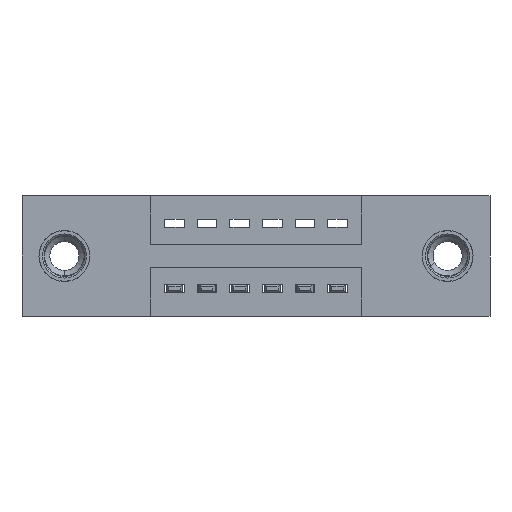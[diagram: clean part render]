
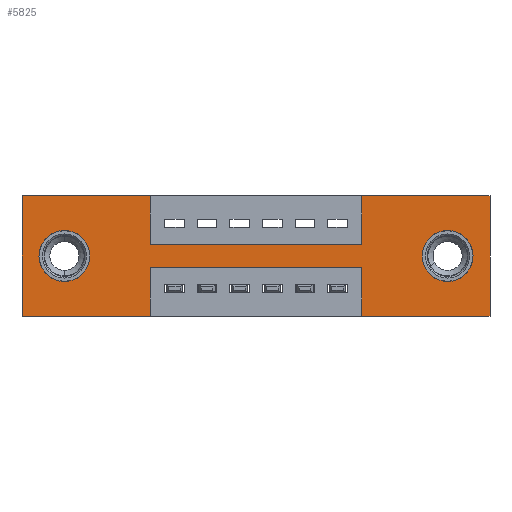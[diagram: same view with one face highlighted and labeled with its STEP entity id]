
A CAD part, front view. The second image highlights one B-rep face of the part: STEP entity #5825.
In plain terms, the highlighted planar face has unit normal (0, -1, 0).
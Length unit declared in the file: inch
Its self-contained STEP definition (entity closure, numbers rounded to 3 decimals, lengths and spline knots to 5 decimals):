
#116 = LINE ( 'NONE', #3808, #8152 ) ;
#140 = FACE_OUTER_BOUND ( 'NONE', #10264, .T. ) ;
#160 = LINE ( 'NONE', #10176, #10293 ) ;
#167 = CARTESIAN_POINT ( 'NONE',  ( 0.3925, 0., -0.37 ) ) ;
#263 = DIRECTION ( 'NONE',  ( -1., 0., 0. ) ) ;
#407 = FACE_BOUND ( 'NONE', #3896, .T. ) ;
#433 = VERTEX_POINT ( 'NONE', #4498 ) ;
#640 = EDGE_CURVE ( 'NONE', #2094, #8386, #9334, .T. ) ;
#674 = ORIENTED_EDGE ( 'NONE', *, *, #640, .F. ) ;
#760 = CARTESIAN_POINT ( 'NONE',  ( 0., 0., -0.37 ) ) ;
#796 = AXIS2_PLACEMENT_3D ( 'NONE', #760, #8825, #6423 ) ;
#896 = FACE_BOUND ( 'NONE', #1824, .T. ) ;
#969 = CARTESIAN_POINT ( 'NONE',  ( 0.3925, 0., -0.15 ) ) ;
#998 = LINE ( 'NONE', #2956, #6946 ) ;
#1117 = EDGE_CURVE ( 'NONE', #2359, #433, #7476, .T. ) ;
#1187 = DIRECTION ( 'NONE',  ( 1., 0., 0. ) ) ;
#1211 = CARTESIAN_POINT ( 'NONE',  ( 0.3925, 0., 0. ) ) ;
#1245 = LINE ( 'NONE', #1912, #10111 ) ;
#1257 = AXIS2_PLACEMENT_3D ( 'NONE', #2037, #2842, #2068 ) ;
#1484 = LINE ( 'NONE', #6080, #8993 ) ;
#1555 = DIRECTION ( 'NONE',  ( -1., 0., 0. ) ) ;
#1574 = CARTESIAN_POINT ( 'NONE',  ( 1.305, 0., -0.185 ) ) ;
#1596 = ORIENTED_EDGE ( 'NONE', *, *, #4814, .F. ) ;
#1613 = CIRCLE ( 'NONE', #5693, 0.078 ) ;
#1746 = VECTOR ( 'NONE', #9005, 39.37008 ) ;
#1824 = EDGE_LOOP ( 'NONE', ( #9744, #3809 ) ) ;
#1906 = CARTESIAN_POINT ( 'NONE',  ( 1.0425, 0., -0.37 ) ) ;
#1912 = CARTESIAN_POINT ( 'NONE',  ( 1.0425, 0., 0. ) ) ;
#2027 = CIRCLE ( 'NONE', #8401, 0.078 ) ;
#2037 = CARTESIAN_POINT ( 'NONE',  ( 0.13, 0., -0.185 ) ) ;
#2052 = VECTOR ( 'NONE', #4925, 39.37008 ) ;
#2068 = DIRECTION ( 'NONE',  ( 0., 0., 1. ) ) ;
#2094 = VERTEX_POINT ( 'NONE', #1906 ) ;
#2120 = VERTEX_POINT ( 'NONE', #2391 ) ;
#2359 = VERTEX_POINT ( 'NONE', #8457 ) ;
#2391 = CARTESIAN_POINT ( 'NONE',  ( 0.13, 0., -0.263 ) ) ;
#2400 = EDGE_CURVE ( 'NONE', #6051, #2120, #7593, .T. ) ;
#2423 = ORIENTED_EDGE ( 'NONE', *, *, #10210, .F. ) ;
#2596 = CARTESIAN_POINT ( 'NONE',  ( 0.3925, 0., -0.22 ) ) ;
#2711 = CARTESIAN_POINT ( 'NONE',  ( 0.3925, 0., -0.15 ) ) ;
#2759 = CARTESIAN_POINT ( 'NONE',  ( 0.3925, 0., -0.22 ) ) ;
#2842 = DIRECTION ( 'NONE',  ( 0., 1., 0. ) ) ;
#2956 = CARTESIAN_POINT ( 'NONE',  ( 0.3925, 0., 0. ) ) ;
#3195 = DIRECTION ( 'NONE',  ( 0., 1., 0. ) ) ;
#3313 = CARTESIAN_POINT ( 'NONE',  ( 1.305, 0., -0.107 ) ) ;
#3666 = CARTESIAN_POINT ( 'NONE',  ( 0., 0., 0. ) ) ;
#3714 = CARTESIAN_POINT ( 'NONE',  ( 0.3925, 0., -0.37 ) ) ;
#3808 = CARTESIAN_POINT ( 'NONE',  ( 0., 0., 0. ) ) ;
#3809 = ORIENTED_EDGE ( 'NONE', *, *, #8718, .T. ) ;
#3896 = EDGE_LOOP ( 'NONE', ( #5082, #7160 ) ) ;
#4194 = ORIENTED_EDGE ( 'NONE', *, *, #9771, .F. ) ;
#4271 = DIRECTION ( 'NONE',  ( 1., 0., 0. ) ) ;
#4466 = ORIENTED_EDGE ( 'NONE', *, *, #7765, .F. ) ;
#4498 = CARTESIAN_POINT ( 'NONE',  ( 1.435, 0., 0. ) ) ;
#4514 = DIRECTION ( 'NONE',  ( 0., 0., -1. ) ) ;
#4630 = LINE ( 'NONE', #5936, #1746 ) ;
#4658 = VERTEX_POINT ( 'NONE', #5939 ) ;
#4743 = PLANE ( 'NONE',  #796 ) ;
#4772 = CARTESIAN_POINT ( 'NONE',  ( 1.305, 0., -0.263 ) ) ;
#4814 = EDGE_CURVE ( 'NONE', #5035, #2094, #160, .T. ) ;
#4925 = DIRECTION ( 'NONE',  ( 0., 0., -1. ) ) ;
#4982 = VERTEX_POINT ( 'NONE', #2759 ) ;
#5035 = VERTEX_POINT ( 'NONE', #9478 ) ;
#5082 = ORIENTED_EDGE ( 'NONE', *, *, #2400, .T. ) ;
#5098 = VECTOR ( 'NONE', #9462, 39.37008 ) ;
#5314 = DIRECTION ( 'NONE',  ( 0., 0., 1. ) ) ;
#5380 = CARTESIAN_POINT ( 'NONE',  ( 1.0425, 0., -0.37 ) ) ;
#5432 = CARTESIAN_POINT ( 'NONE',  ( 1.0425, 0., -0.22 ) ) ;
#5531 = ORIENTED_EDGE ( 'NONE', *, *, #7708, .F. ) ;
#5538 = VECTOR ( 'NONE', #263, 39.37008 ) ;
#5629 = CARTESIAN_POINT ( 'NONE',  ( 0.13, 0., -0.185 ) ) ;
#5693 = AXIS2_PLACEMENT_3D ( 'NONE', #1574, #3195, #7995 ) ;
#5720 = ORIENTED_EDGE ( 'NONE', *, *, #9820, .F. ) ;
#5825 = ADVANCED_FACE ( 'NONE', ( #896, #407, #140 ), #4743, .T. ) ;
#5849 = EDGE_CURVE ( 'NONE', #4982, #7774, #8308, .T. ) ;
#5903 = ORIENTED_EDGE ( 'NONE', *, *, #8125, .F. ) ;
#5936 = CARTESIAN_POINT ( 'NONE',  ( 1.435, 0., 0. ) ) ;
#5939 = CARTESIAN_POINT ( 'NONE',  ( 0., 0., -0.37 ) ) ;
#6004 = DIRECTION ( 'NONE',  ( 0., 1., 0. ) ) ;
#6051 = VERTEX_POINT ( 'NONE', #9108 ) ;
#6080 = CARTESIAN_POINT ( 'NONE',  ( 0., 0., -0.37 ) ) ;
#6182 = ORIENTED_EDGE ( 'NONE', *, *, #7214, .F. ) ;
#6185 = DIRECTION ( 'NONE',  ( -1., 0., 0. ) ) ;
#6412 = DIRECTION ( 'NONE',  ( 0., 1., 0. ) ) ;
#6423 = DIRECTION ( 'NONE',  ( 0., 0., -1. ) ) ;
#6813 = DIRECTION ( 'NONE',  ( 0., 0., 1. ) ) ;
#6927 = VECTOR ( 'NONE', #6813, 39.37008 ) ;
#6946 = VECTOR ( 'NONE', #10117, 39.37008 ) ;
#7114 = EDGE_CURVE ( 'NONE', #8850, #8687, #7178, .T. ) ;
#7160 = ORIENTED_EDGE ( 'NONE', *, *, #7948, .T. ) ;
#7178 = CIRCLE ( 'NONE', #7766, 0.078 ) ;
#7214 = EDGE_CURVE ( 'NONE', #9295, #8324, #116, .T. ) ;
#7476 = LINE ( 'NONE', #8212, #8204 ) ;
#7544 = VERTEX_POINT ( 'NONE', #9931 ) ;
#7585 = CARTESIAN_POINT ( 'NONE',  ( 1.305, 0., -0.185 ) ) ;
#7587 = EDGE_CURVE ( 'NONE', #8386, #4982, #9274, .T. ) ;
#7593 = CIRCLE ( 'NONE', #1257, 0.078 ) ;
#7689 = CARTESIAN_POINT ( 'NONE',  ( 0., 0., 0. ) ) ;
#7708 = EDGE_CURVE ( 'NONE', #8324, #9196, #998, .T. ) ;
#7765 = EDGE_CURVE ( 'NONE', #4658, #9295, #8766, .T. ) ;
#7766 = AXIS2_PLACEMENT_3D ( 'NONE', #7585, #6004, #4514 ) ;
#7774 = VERTEX_POINT ( 'NONE', #3714 ) ;
#7909 = VECTOR ( 'NONE', #4271, 39.37008 ) ;
#7948 = EDGE_CURVE ( 'NONE', #2120, #6051, #2027, .T. ) ;
#7978 = ORIENTED_EDGE ( 'NONE', *, *, #7587, .F. ) ;
#7995 = DIRECTION ( 'NONE',  ( 0., 0., -1. ) ) ;
#8003 = DIRECTION ( 'NONE',  ( 0., 0., 1. ) ) ;
#8125 = EDGE_CURVE ( 'NONE', #9196, #7544, #8388, .T. ) ;
#8152 = VECTOR ( 'NONE', #8622, 39.37008 ) ;
#8204 = VECTOR ( 'NONE', #1187, 39.37008 ) ;
#8212 = CARTESIAN_POINT ( 'NONE',  ( 0., 0., 0. ) ) ;
#8308 = LINE ( 'NONE', #167, #2052 ) ;
#8324 = VERTEX_POINT ( 'NONE', #1211 ) ;
#8386 = VERTEX_POINT ( 'NONE', #5432 ) ;
#8388 = LINE ( 'NONE', #2711, #7909 ) ;
#8401 = AXIS2_PLACEMENT_3D ( 'NONE', #5629, #6412, #8003 ) ;
#8457 = CARTESIAN_POINT ( 'NONE',  ( 1.0425, 0., 0. ) ) ;
#8622 = DIRECTION ( 'NONE',  ( 1., 0., 0. ) ) ;
#8687 = VERTEX_POINT ( 'NONE', #4772 ) ;
#8718 = EDGE_CURVE ( 'NONE', #8687, #8850, #1613, .T. ) ;
#8766 = LINE ( 'NONE', #7689, #6927 ) ;
#8825 = DIRECTION ( 'NONE',  ( 0., -1., 0. ) ) ;
#8850 = VERTEX_POINT ( 'NONE', #3313 ) ;
#8993 = VECTOR ( 'NONE', #1555, 39.37008 ) ;
#9005 = DIRECTION ( 'NONE',  ( 0., 0., -1. ) ) ;
#9108 = CARTESIAN_POINT ( 'NONE',  ( 0.13, 0., -0.107 ) ) ;
#9196 = VERTEX_POINT ( 'NONE', #969 ) ;
#9274 = LINE ( 'NONE', #2596, #5538 ) ;
#9295 = VERTEX_POINT ( 'NONE', #3666 ) ;
#9334 = LINE ( 'NONE', #5380, #5098 ) ;
#9462 = DIRECTION ( 'NONE',  ( 0., 0., 1. ) ) ;
#9478 = CARTESIAN_POINT ( 'NONE',  ( 1.435, 0., -0.37 ) ) ;
#9744 = ORIENTED_EDGE ( 'NONE', *, *, #7114, .T. ) ;
#9771 = EDGE_CURVE ( 'NONE', #7774, #4658, #1484, .T. ) ;
#9820 = EDGE_CURVE ( 'NONE', #433, #5035, #4630, .T. ) ;
#9931 = CARTESIAN_POINT ( 'NONE',  ( 1.0425, 0., -0.15 ) ) ;
#9974 = ORIENTED_EDGE ( 'NONE', *, *, #5849, .F. ) ;
#10004 = ORIENTED_EDGE ( 'NONE', *, *, #1117, .F. ) ;
#10111 = VECTOR ( 'NONE', #5314, 39.37008 ) ;
#10117 = DIRECTION ( 'NONE',  ( 0., 0., -1. ) ) ;
#10176 = CARTESIAN_POINT ( 'NONE',  ( 0., 0., -0.37 ) ) ;
#10210 = EDGE_CURVE ( 'NONE', #7544, #2359, #1245, .T. ) ;
#10264 = EDGE_LOOP ( 'NONE', ( #9974, #7978, #674, #1596, #5720, #10004, #2423, #5903, #5531, #6182, #4466, #4194 ) ) ;
#10293 = VECTOR ( 'NONE', #6185, 39.37008 ) ;
